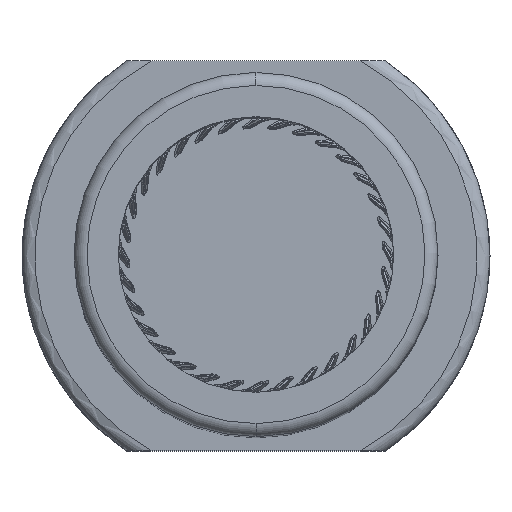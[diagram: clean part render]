
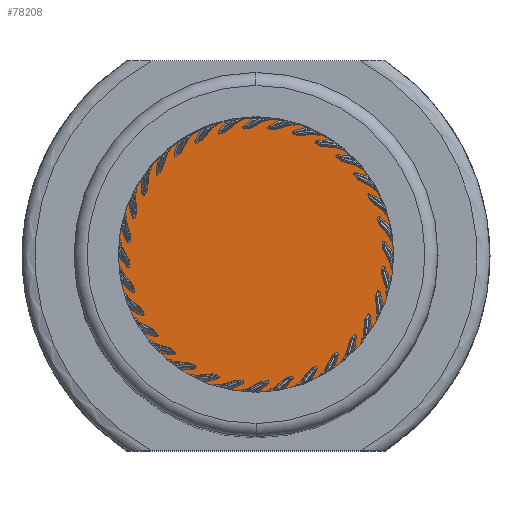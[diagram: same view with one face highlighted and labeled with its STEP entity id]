
A CAD part, top view. The second image highlights one B-rep face of the part: STEP entity #78208.
In plain terms, the highlighted planar face has unit normal (0, 0, 1).
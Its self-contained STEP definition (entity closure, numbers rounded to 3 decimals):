
#2=CARTESIAN_POINT('',(0.,0.,7.));
#3=DIRECTION('',(0.,0.,-1.));
#4=DIRECTION('',(0.,1.,0.));
#5=AXIS2_PLACEMENT_3D('',#2,#3,#4);
#7=CARTESIAN_POINT('',(0.,0.,7.));
#8=DIRECTION('',(0.,0.,-1.));
#9=DIRECTION('',(0.,-1.,0.));
#10=AXIS2_PLACEMENT_3D('',#7,#8,#9);
#69515=CARTESIAN_POINT('',(0.,10.6,7.));
#69516=CARTESIAN_POINT('',(0.,-10.6,7.));
#69517=VERTEX_POINT('',#69515);
#69518=VERTEX_POINT('',#69516);
#78197=CARTESIAN_POINT('',(0.,0.,7.));
#78198=DIRECTION('',(0.,0.,-1.));
#78199=DIRECTION('',(0.,-1.,0.));
#78200=AXIS2_PLACEMENT_3D('',#78197,#78198,#78199);
#78201=PLANE('',#78200);
#78203=ORIENTED_EDGE('',*,*,#78202,.T.);
#78205=ORIENTED_EDGE('',*,*,#78204,.T.);
#78206=EDGE_LOOP('',(#78203,#78205));
#78207=FACE_OUTER_BOUND('',#78206,.F.);
#78208=ADVANCED_FACE('',(#78207),#78201,.F.);
#6=CIRCLE('',#5,10.6);
#11=CIRCLE('',#10,10.6);
#78202=EDGE_CURVE('',#69517,#69518,#6,.T.);
#78204=EDGE_CURVE('',#69518,#69517,#11,.T.);
